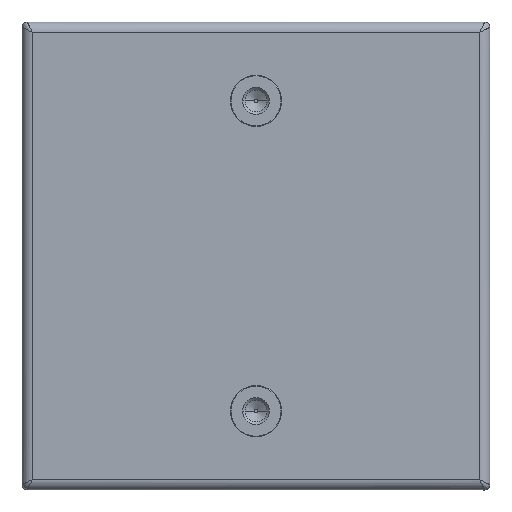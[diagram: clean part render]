
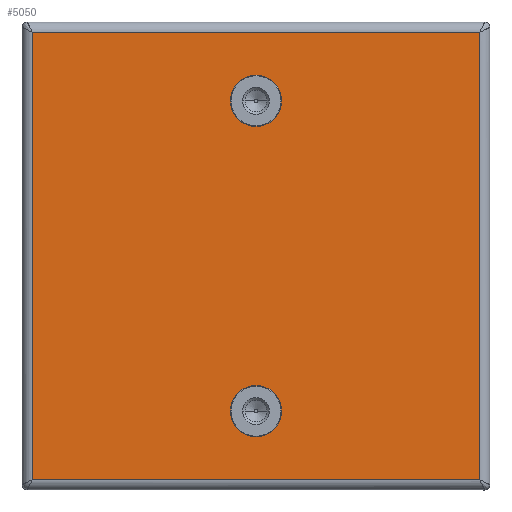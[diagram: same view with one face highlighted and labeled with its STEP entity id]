
A CAD part, front view. The second image highlights one B-rep face of the part: STEP entity #5050.
In plain terms, the highlighted face is planar.
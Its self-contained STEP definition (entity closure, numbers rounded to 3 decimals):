
#218 = DIRECTION ( 'NONE',  ( 0., 1., 0. ) ) ;
#568 = PLANE ( 'NONE',  #1318 ) ;
#829 = VERTEX_POINT ( 'NONE', #16055 ) ;
#1318 = AXIS2_PLACEMENT_3D ( 'NONE', #8361, #7166, #9624 ) ;
#1447 = ORIENTED_EDGE ( 'NONE', *, *, #7802, .T. ) ;
#1468 = DIRECTION ( 'NONE',  ( 0., 0., 1. ) ) ;
#1541 = EDGE_LOOP ( 'NONE', ( #8668, #19248 ) ) ;
#1869 = CARTESIAN_POINT ( 'NONE',  ( 26., 0., 0. ) ) ;
#1968 = DIRECTION ( 'NONE',  ( 1., 0., 0. ) ) ;
#2057 = CARTESIAN_POINT ( 'NONE',  ( -43.25, 497.75, 0. ) ) ;
#2159 = CIRCLE ( 'NONE', #18560, 4. ) ;
#2351 = CARTESIAN_POINT ( 'NONE',  ( -26., 0., 0. ) ) ;
#2952 = VERTEX_POINT ( 'NONE', #1869 ) ;
#3094 = FACE_BOUND ( 'NONE', #1541, .T. ) ;
#3151 = CARTESIAN_POINT ( 'NONE',  ( -43.25, 43.25, 0. ) ) ;
#3353 = CARTESIAN_POINT ( 'NONE',  ( 34., 0., 0. ) ) ;
#4019 = CARTESIAN_POINT ( 'NONE',  ( 30., 0., 0. ) ) ;
#4032 = ORIENTED_EDGE ( 'NONE', *, *, #16300, .F. ) ;
#4065 = EDGE_LOOP ( 'NONE', ( #13691, #17482, #1447, #8434 ) ) ;
#4469 = FACE_BOUND ( 'NONE', #14223, .T. ) ;
#4554 = VECTOR ( 'NONE', #218, 1000. ) ;
#4590 = FACE_OUTER_BOUND ( 'NONE', #4065, .T. ) ;
#4624 = EDGE_CURVE ( 'NONE', #829, #4917, #19409, .T. ) ;
#4850 = CARTESIAN_POINT ( 'NONE',  ( -34., 0., 0. ) ) ;
#4917 = VERTEX_POINT ( 'NONE', #3151 ) ;
#5050 = ADVANCED_FACE ( 'NONE', ( #3094, #4469, #4590 ), #568, .F. ) ;
#5068 = DIRECTION ( 'NONE',  ( 0., 0., 1. ) ) ;
#5724 = DIRECTION ( 'NONE',  ( 0., 0., 1. ) ) ;
#5772 = VERTEX_POINT ( 'NONE', #10135 ) ;
#7061 = LINE ( 'NONE', #21747, #4554 ) ;
#7096 = AXIS2_PLACEMENT_3D ( 'NONE', #4019, #13064, #1968 ) ;
#7166 = DIRECTION ( 'NONE',  ( 0., 0., -1. ) ) ;
#7762 = EDGE_CURVE ( 'NONE', #13122, #16753, #10532, .T. ) ;
#7802 = EDGE_CURVE ( 'NONE', #4917, #18306, #21212, .T. ) ;
#8361 = CARTESIAN_POINT ( 'NONE',  ( -45.25, -45.25, 0. ) ) ;
#8412 = ORIENTED_EDGE ( 'NONE', *, *, #7762, .F. ) ;
#8434 = ORIENTED_EDGE ( 'NONE', *, *, #16840, .T. ) ;
#8668 = ORIENTED_EDGE ( 'NONE', *, *, #20013, .F. ) ;
#9096 = CARTESIAN_POINT ( 'NONE',  ( -497.75, -43.25, 0. ) ) ;
#9424 = LINE ( 'NONE', #9096, #18354 ) ;
#9624 = DIRECTION ( 'NONE',  ( -1., 0., 0. ) ) ;
#10135 = CARTESIAN_POINT ( 'NONE',  ( 43.25, -43.25, 0. ) ) ;
#10532 = CIRCLE ( 'NONE', #21100, 4. ) ;
#10672 = DIRECTION ( 'NONE',  ( -1., 0., 0. ) ) ;
#11748 = CARTESIAN_POINT ( 'NONE',  ( 497.75, 43.25, 0. ) ) ;
#13064 = DIRECTION ( 'NONE',  ( 0., 0., 1. ) ) ;
#13089 = DIRECTION ( 'NONE',  ( 1., 0., 0. ) ) ;
#13122 = VERTEX_POINT ( 'NONE', #4850 ) ;
#13691 = ORIENTED_EDGE ( 'NONE', *, *, #21781, .T. ) ;
#13917 = CIRCLE ( 'NONE', #15366, 4. ) ;
#14089 = VECTOR ( 'NONE', #16385, 1000. ) ;
#14223 = EDGE_LOOP ( 'NONE', ( #4032, #8412 ) ) ;
#15262 = CARTESIAN_POINT ( 'NONE',  ( -43.25, -43.25, 0. ) ) ;
#15366 = AXIS2_PLACEMENT_3D ( 'NONE', #17619, #1468, #13089 ) ;
#15790 = CARTESIAN_POINT ( 'NONE',  ( 30., 0., 0. ) ) ;
#16055 = CARTESIAN_POINT ( 'NONE',  ( 43.25, 43.25, 0. ) ) ;
#16300 = EDGE_CURVE ( 'NONE', #16753, #13122, #13917, .T. ) ;
#16385 = DIRECTION ( 'NONE',  ( 0., -1., 0. ) ) ;
#16480 = DIRECTION ( 'NONE',  ( 1., 0., 0. ) ) ;
#16753 = VERTEX_POINT ( 'NONE', #2351 ) ;
#16840 = EDGE_CURVE ( 'NONE', #18306, #5772, #9424, .T. ) ;
#17061 = DIRECTION ( 'NONE',  ( 1., 0., 0. ) ) ;
#17207 = EDGE_CURVE ( 'NONE', #2952, #20067, #17526, .T. ) ;
#17482 = ORIENTED_EDGE ( 'NONE', *, *, #4624, .T. ) ;
#17526 = CIRCLE ( 'NONE', #7096, 4. ) ;
#17619 = CARTESIAN_POINT ( 'NONE',  ( -30., 0., 0. ) ) ;
#17635 = DIRECTION ( 'NONE',  ( 1., 0., 0. ) ) ;
#18267 = CARTESIAN_POINT ( 'NONE',  ( -30., 0., 0. ) ) ;
#18306 = VERTEX_POINT ( 'NONE', #15262 ) ;
#18354 = VECTOR ( 'NONE', #17061, 1000. ) ;
#18560 = AXIS2_PLACEMENT_3D ( 'NONE', #15790, #5068, #17635 ) ;
#19248 = ORIENTED_EDGE ( 'NONE', *, *, #17207, .F. ) ;
#19409 = LINE ( 'NONE', #11748, #22298 ) ;
#20013 = EDGE_CURVE ( 'NONE', #20067, #2952, #2159, .T. ) ;
#20067 = VERTEX_POINT ( 'NONE', #3353 ) ;
#21100 = AXIS2_PLACEMENT_3D ( 'NONE', #18267, #5724, #16480 ) ;
#21212 = LINE ( 'NONE', #2057, #14089 ) ;
#21747 = CARTESIAN_POINT ( 'NONE',  ( 43.25, -497.75, 0. ) ) ;
#21781 = EDGE_CURVE ( 'NONE', #5772, #829, #7061, .T. ) ;
#22298 = VECTOR ( 'NONE', #10672, 1000. ) ;
